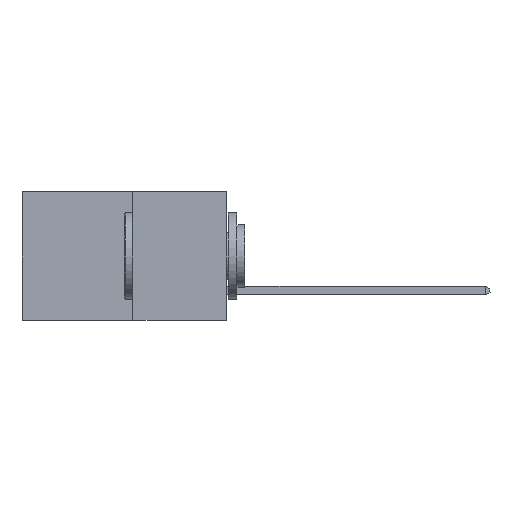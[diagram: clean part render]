
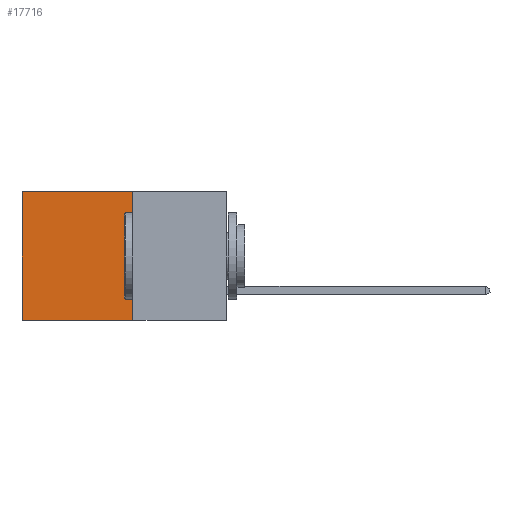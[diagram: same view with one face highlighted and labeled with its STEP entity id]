
A CAD part, left-side view. The second image highlights one B-rep face of the part: STEP entity #17716.
In plain terms, the highlighted planar face has unit normal (-1, 0, 0).
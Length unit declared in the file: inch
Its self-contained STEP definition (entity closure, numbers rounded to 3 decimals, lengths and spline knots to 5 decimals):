
#1341 = VECTOR ( 'NONE', #6483, 39.37008 ) ;
#2490 = LINE ( 'NONE', #24987, #14602 ) ;
#3460 = FACE_OUTER_BOUND ( 'NONE', #15439, .T. ) ;
#4663 = DIRECTION ( 'NONE',  ( 0., 1., 0. ) ) ;
#5481 = DIRECTION ( 'NONE',  ( 1., 0., 0. ) ) ;
#6113 = CARTESIAN_POINT ( 'NONE',  ( 0.277, 0.27, -0.37 ) ) ;
#6376 = CARTESIAN_POINT ( 'NONE',  ( 0.277, 0.59, 0. ) ) ;
#6483 = DIRECTION ( 'NONE',  ( 0., 0., -1. ) ) ;
#7586 = EDGE_CURVE ( 'NONE', #13417, #7721, #29320, .T. ) ;
#7721 = VERTEX_POINT ( 'NONE', #6113 ) ;
#8621 = DIRECTION ( 'NONE',  ( 0., 1., 0. ) ) ;
#9443 = VERTEX_POINT ( 'NONE', #22076 ) ;
#12777 = VERTEX_POINT ( 'NONE', #6376 ) ;
#13417 = VERTEX_POINT ( 'NONE', #19872 ) ;
#14181 = LINE ( 'NONE', #26830, #1341 ) ;
#14602 = VECTOR ( 'NONE', #4663, 39.37008 ) ;
#14910 = DIRECTION ( 'NONE',  ( 0., 0., -1. ) ) ;
#14991 = ORIENTED_EDGE ( 'NONE', *, *, #28384, .T. ) ;
#15439 = EDGE_LOOP ( 'NONE', ( #15600, #23528, #16977, #14991 ) ) ;
#15600 = ORIENTED_EDGE ( 'NONE', *, *, #17356, .T. ) ;
#16265 = EDGE_CURVE ( 'NONE', #7721, #9443, #2490, .T. ) ;
#16977 = ORIENTED_EDGE ( 'NONE', *, *, #7586, .F. ) ;
#17278 = VECTOR ( 'NONE', #14910, 39.37008 ) ;
#17356 = EDGE_CURVE ( 'NONE', #12777, #9443, #14181, .T. ) ;
#17716 = ADVANCED_FACE ( 'NONE', ( #3460 ), #23512, .F. ) ;
#18109 = DIRECTION ( 'NONE',  ( 0., 0., -1. ) ) ;
#19108 = CARTESIAN_POINT ( 'NONE',  ( 0.277, 0.27, -0.37 ) ) ;
#19872 = CARTESIAN_POINT ( 'NONE',  ( 0.277, 0.27, 0. ) ) ;
#21619 = CARTESIAN_POINT ( 'NONE',  ( 0.277, 0.27, -0.37 ) ) ;
#22076 = CARTESIAN_POINT ( 'NONE',  ( 0.277, 0.59, -0.37 ) ) ;
#23512 = PLANE ( 'NONE',  #25151 ) ;
#23528 = ORIENTED_EDGE ( 'NONE', *, *, #16265, .F. ) ;
#23814 = LINE ( 'NONE', #26760, #29153 ) ;
#24987 = CARTESIAN_POINT ( 'NONE',  ( 0.277, 0.27, -0.37 ) ) ;
#25151 = AXIS2_PLACEMENT_3D ( 'NONE', #19108, #5481, #18109 ) ;
#26760 = CARTESIAN_POINT ( 'NONE',  ( 0.277, 0.27, 0. ) ) ;
#26830 = CARTESIAN_POINT ( 'NONE',  ( 0.277, 0.59, -0.37 ) ) ;
#28384 = EDGE_CURVE ( 'NONE', #13417, #12777, #23814, .T. ) ;
#29153 = VECTOR ( 'NONE', #8621, 39.37008 ) ;
#29320 = LINE ( 'NONE', #21619, #17278 ) ;
